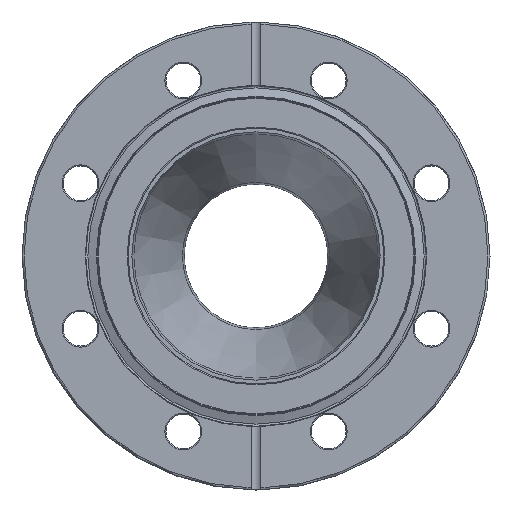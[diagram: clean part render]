
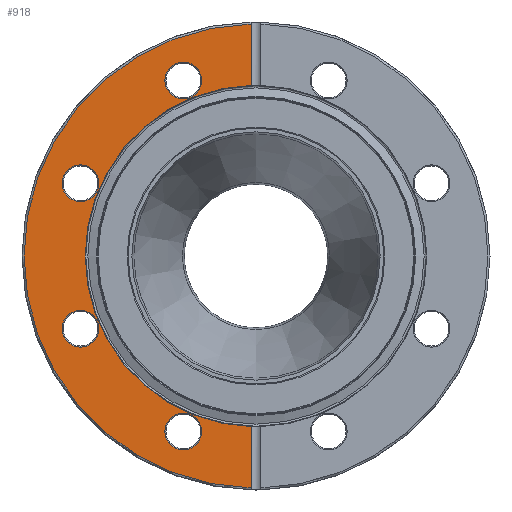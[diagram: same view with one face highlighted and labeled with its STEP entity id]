
A CAD part, front view. The second image highlights one B-rep face of the part: STEP entity #918.
In plain terms, the highlighted face is planar.
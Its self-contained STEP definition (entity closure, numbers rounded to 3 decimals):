
#24=LINE('',#1579,#28);
#25=LINE('',#1616,#29);
#28=VECTOR('',#1188,14.85);
#29=VECTOR('',#1191,14.85);
#59=PLANE('',#1015);
#121=FACE_BOUND('',#294,.T.);
#122=FACE_BOUND('',#295,.T.);
#123=FACE_BOUND('',#296,.T.);
#124=FACE_BOUND('',#297,.T.);
#209=FACE_OUTER_BOUND('',#293,.T.);
#293=EDGE_LOOP('',(#742,#743,#744,#745));
#294=EDGE_LOOP('',(#746));
#295=EDGE_LOOP('',(#747));
#296=EDGE_LOOP('',(#748));
#297=EDGE_LOOP('',(#749));
#434=CIRCLE('',#1005,56.25);
#439=CIRCLE('',#1013,41.405);
#441=CIRCLE('',#1016,4.465);
#442=CIRCLE('',#1017,4.465);
#443=CIRCLE('',#1018,4.465);
#444=CIRCLE('',#1019,4.465);
#515=VERTEX_POINT('',#1503);
#521=VERTEX_POINT('',#1566);
#525=VERTEX_POINT('',#1602);
#526=VERTEX_POINT('',#1615);
#530=VERTEX_POINT('',#1672);
#531=VERTEX_POINT('',#1674);
#532=VERTEX_POINT('',#1676);
#533=VERTEX_POINT('',#1678);
#610=EDGE_CURVE('',#515,#521,#24,.T.);
#614=EDGE_CURVE('',#526,#525,#25,.T.);
#620=EDGE_CURVE('',#515,#525,#434,.T.);
#625=EDGE_CURVE('',#526,#521,#439,.T.);
#627=EDGE_CURVE('',#530,#530,#441,.T.);
#628=EDGE_CURVE('',#531,#531,#442,.T.);
#629=EDGE_CURVE('',#532,#532,#443,.T.);
#630=EDGE_CURVE('',#533,#533,#444,.T.);
#742=ORIENTED_EDGE('',*,*,#614,.T.);
#743=ORIENTED_EDGE('',*,*,#620,.F.);
#744=ORIENTED_EDGE('',*,*,#610,.T.);
#745=ORIENTED_EDGE('',*,*,#625,.F.);
#746=ORIENTED_EDGE('',*,*,#627,.F.);
#747=ORIENTED_EDGE('',*,*,#628,.F.);
#748=ORIENTED_EDGE('',*,*,#629,.F.);
#749=ORIENTED_EDGE('',*,*,#630,.F.);
#918=ADVANCED_FACE('',(#209,#121,#122,#123,#124),#59,.T.);
#1005=AXIS2_PLACEMENT_3D('',#1661,#1197,#1198);
#1013=AXIS2_PLACEMENT_3D('',#1669,#1213,#1214);
#1015=AXIS2_PLACEMENT_3D('',#1671,#1217,#1218);
#1016=AXIS2_PLACEMENT_3D('',#1673,#1219,#1220);
#1017=AXIS2_PLACEMENT_3D('',#1675,#1221,#1222);
#1018=AXIS2_PLACEMENT_3D('',#1677,#1223,#1224);
#1019=AXIS2_PLACEMENT_3D('',#1679,#1225,#1226);
#1188=DIRECTION('',(0.,0.,-1.));
#1191=DIRECTION('',(0.,0.,-1.));
#1197=DIRECTION('center_axis',(0.,-1.,0.));
#1198=DIRECTION('ref_axis',(1.,0.,0.));
#1213=DIRECTION('center_axis',(0.,1.,0.));
#1214=DIRECTION('ref_axis',(-1.,0.,0.));
#1217=DIRECTION('center_axis',(0.,1.,0.));
#1218=DIRECTION('ref_axis',(0.,0.,1.));
#1219=DIRECTION('center_axis',(0.,1.,0.));
#1220=DIRECTION('ref_axis',(-1.,0.,0.));
#1221=DIRECTION('center_axis',(0.,1.,0.));
#1222=DIRECTION('ref_axis',(-1.,0.,0.));
#1223=DIRECTION('center_axis',(0.,1.,0.));
#1224=DIRECTION('ref_axis',(-1.,0.,0.));
#1225=DIRECTION('center_axis',(0.,1.,0.));
#1226=DIRECTION('ref_axis',(-1.,0.,0.));
#1503=CARTESIAN_POINT('',(-1.2,0.,56.237));
#1566=CARTESIAN_POINT('',(-1.2,0.,41.388));
#1579=CARTESIAN_POINT('',(-1.2,0.,0.));
#1602=CARTESIAN_POINT('',(-1.2,0.,-56.237));
#1615=CARTESIAN_POINT('',(-1.2,0.,-41.388));
#1616=CARTESIAN_POINT('',(-1.2,0.,0.));
#1661=CARTESIAN_POINT('Origin',(0.,0.,0.));
#1669=CARTESIAN_POINT('Origin',(0.,0.,0.));
#1671=CARTESIAN_POINT('Origin',(0.,0.,0.));
#1672=CARTESIAN_POINT('',(-38.103,0.,17.632));
#1673=CARTESIAN_POINT('Origin',(-42.568,0.,17.632));
#1674=CARTESIAN_POINT('',(-13.167,0.,-42.568));
#1675=CARTESIAN_POINT('Origin',(-17.632,0.,-42.568));
#1676=CARTESIAN_POINT('',(-38.103,0.,-17.632));
#1677=CARTESIAN_POINT('Origin',(-42.568,0.,-17.632));
#1678=CARTESIAN_POINT('',(-13.167,0.,42.568));
#1679=CARTESIAN_POINT('Origin',(-17.632,0.,42.568));
